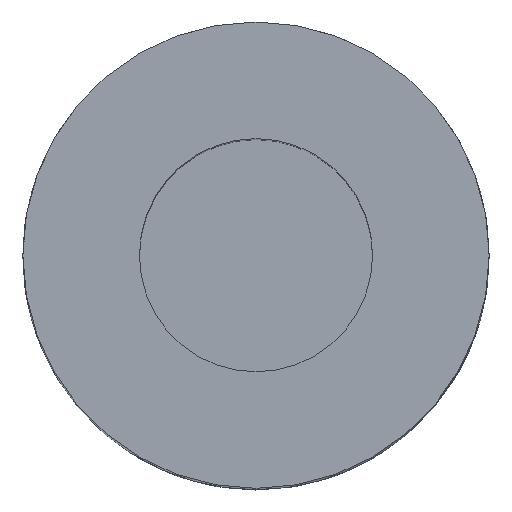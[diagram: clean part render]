
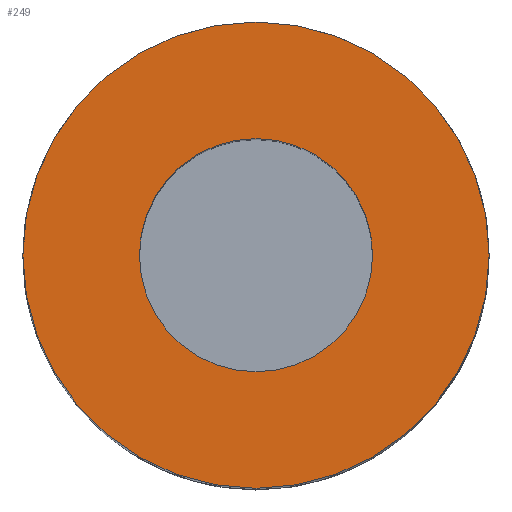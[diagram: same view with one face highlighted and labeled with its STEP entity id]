
A CAD part, top view. The second image highlights one B-rep face of the part: STEP entity #249.
In plain terms, the highlighted planar face has unit normal (0, 0, 1).
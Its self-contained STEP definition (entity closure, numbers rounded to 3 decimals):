
#33 = EDGE_CURVE ( 'NONE', #187, #45, #188, .T. ) ;
#40 = FACE_BOUND ( 'NONE', #297, .T. ) ;
#45 = VERTEX_POINT ( 'NONE', #55 ) ;
#52 = EDGE_CURVE ( 'NONE', #313, #222, #355, .T. ) ;
#55 = CARTESIAN_POINT ( 'NONE',  ( 16., 0., 65. ) ) ;
#57 = DIRECTION ( 'NONE',  ( 0., 0., 1. ) ) ;
#58 = AXIS2_PLACEMENT_3D ( 'NONE', #444, #57, #334 ) ;
#74 = CARTESIAN_POINT ( 'NONE',  ( -8., 0., 65. ) ) ;
#105 = CARTESIAN_POINT ( 'NONE',  ( 0., 0., 65. ) ) ;
#129 = DIRECTION ( 'NONE',  ( 0., 0., 1. ) ) ;
#157 = EDGE_CURVE ( 'NONE', #45, #187, #666, .T. ) ;
#159 = DIRECTION ( 'NONE',  ( 0., 0., -1. ) ) ;
#187 = VERTEX_POINT ( 'NONE', #405 ) ;
#188 = CIRCLE ( 'NONE', #58, 16. ) ;
#222 = VERTEX_POINT ( 'NONE', #74 ) ;
#245 = ORIENTED_EDGE ( 'NONE', *, *, #157, .T. ) ;
#249 = ADVANCED_FACE ( 'NONE', ( #628, #40 ), #684, .T. ) ;
#275 = ORIENTED_EDGE ( 'NONE', *, *, #528, .T. ) ;
#280 = DIRECTION ( 'NONE',  ( -1., 0., 0. ) ) ;
#290 = ORIENTED_EDGE ( 'NONE', *, *, #33, .T. ) ;
#297 = EDGE_LOOP ( 'NONE', ( #275, #461 ) ) ;
#304 = AXIS2_PLACEMENT_3D ( 'NONE', #618, #556, #280 ) ;
#313 = VERTEX_POINT ( 'NONE', #359 ) ;
#324 = EDGE_LOOP ( 'NONE', ( #290, #245 ) ) ;
#334 = DIRECTION ( 'NONE',  ( 1., 0., 0. ) ) ;
#355 = CIRCLE ( 'NONE', #460, 8. ) ;
#357 = CIRCLE ( 'NONE', #304, 8. ) ;
#359 = CARTESIAN_POINT ( 'NONE',  ( 8., 0., 65. ) ) ;
#374 = DIRECTION ( 'NONE',  ( 1., 0., 0. ) ) ;
#392 = DIRECTION ( 'NONE',  ( -1., 0., 0. ) ) ;
#401 = DIRECTION ( 'NONE',  ( 1., 0., 0. ) ) ;
#405 = CARTESIAN_POINT ( 'NONE',  ( -16., 0., 65. ) ) ;
#425 = DIRECTION ( 'NONE',  ( 0., 0., 1. ) ) ;
#441 = AXIS2_PLACEMENT_3D ( 'NONE', #562, #129, #401 ) ;
#444 = CARTESIAN_POINT ( 'NONE',  ( 0., 0., 65. ) ) ;
#460 = AXIS2_PLACEMENT_3D ( 'NONE', #105, #159, #392 ) ;
#461 = ORIENTED_EDGE ( 'NONE', *, *, #52, .T. ) ;
#468 = AXIS2_PLACEMENT_3D ( 'NONE', #641, #425, #374 ) ;
#528 = EDGE_CURVE ( 'NONE', #222, #313, #357, .T. ) ;
#556 = DIRECTION ( 'NONE',  ( 0., 0., -1. ) ) ;
#562 = CARTESIAN_POINT ( 'NONE',  ( 0., 0., 65. ) ) ;
#618 = CARTESIAN_POINT ( 'NONE',  ( 0., 0., 65. ) ) ;
#628 = FACE_OUTER_BOUND ( 'NONE', #324, .T. ) ;
#641 = CARTESIAN_POINT ( 'NONE',  ( 0., 0., 65. ) ) ;
#666 = CIRCLE ( 'NONE', #441, 16. ) ;
#684 = PLANE ( 'NONE',  #468 ) ;
